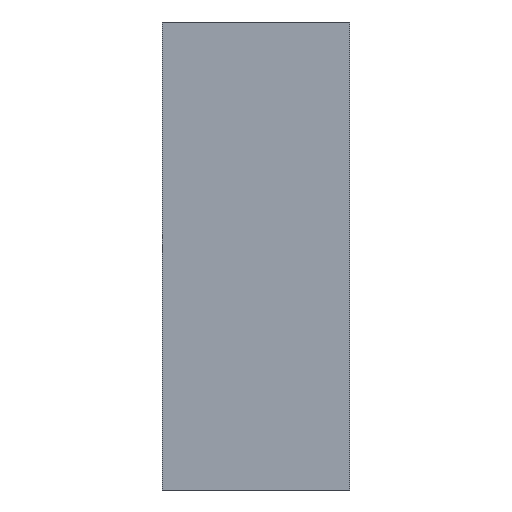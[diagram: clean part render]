
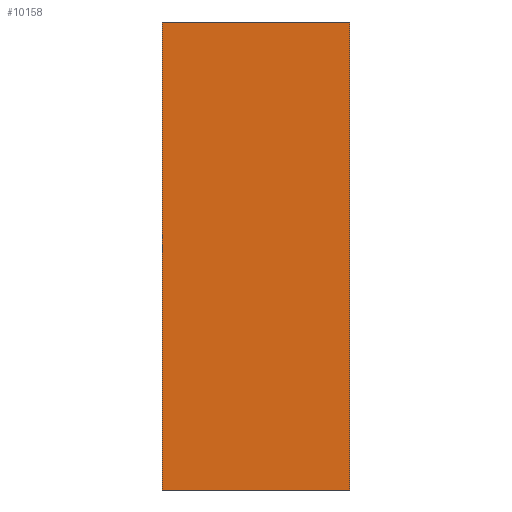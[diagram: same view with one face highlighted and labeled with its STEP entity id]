
A CAD part, left-side view. The second image highlights one B-rep face of the part: STEP entity #10158.
In plain terms, the highlighted planar face has unit normal (-1, 0, 0).
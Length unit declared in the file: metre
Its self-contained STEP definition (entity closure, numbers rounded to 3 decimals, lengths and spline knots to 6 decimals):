
#251=ORIENTED_EDGE('',*,*,#3289,.T.);
#252=ORIENTED_EDGE('',*,*,#3274,.F.);
#253=ORIENTED_EDGE('',*,*,#3290,.F.);
#254=ORIENTED_EDGE('',*,*,#3266,.T.);
#3266=EDGE_CURVE('',#4787,#4786,#5797,.T.);
#3274=EDGE_CURVE('',#4794,#4792,#5803,.T.);
#3289=EDGE_CURVE('',#4786,#4792,#5813,.T.);
#3290=EDGE_CURVE('',#4787,#4794,#5814,.T.);
#4786=VERTEX_POINT('',#13967);
#4787=VERTEX_POINT('',#13969);
#4792=VERTEX_POINT('',#13980);
#4794=VERTEX_POINT('',#13984);
#5797=LINE('',#13968,#7137);
#5803=LINE('',#13985,#7143);
#5813=LINE('',#14015,#7153);
#5814=LINE('',#14016,#7154);
#7137=VECTOR('',#11318,1.);
#7143=VECTOR('',#11330,1.);
#7153=VECTOR('',#11356,1.);
#7154=VECTOR('',#11357,1.);
#8480=EDGE_LOOP('',(#251,#252,#253,#254));
#9090=FACE_BOUND('',#8480,.T.);
#9694=PLANE('',#10660);
#10158=ADVANCED_FACE('',(#9090),#9694,.F.);
#10660=AXIS2_PLACEMENT_3D('',#14014,#11354,#11355);
#11318=DIRECTION('',(0.,1.,0.));
#11330=DIRECTION('',(0.,1.,0.));
#11354=DIRECTION('',(1.,0.,0.));
#11355=DIRECTION('',(0.,0.,-1.));
#11356=DIRECTION('',(0.,0.,-1.));
#11357=DIRECTION('',(0.,0.,-1.));
#13967=CARTESIAN_POINT('',(-0.0885,0.,0.025));
#13968=CARTESIAN_POINT('',(-0.0885,-0.02,0.025));
#13969=CARTESIAN_POINT('',(-0.0885,-0.02,0.025));
#13980=CARTESIAN_POINT('',(-0.0885,0.,-0.025));
#13984=CARTESIAN_POINT('',(-0.0885,-0.02,-0.025));
#13985=CARTESIAN_POINT('',(-0.0885,-0.02,-0.025));
#14014=CARTESIAN_POINT('',(-0.0885,-0.02,0.));
#14015=CARTESIAN_POINT('',(-0.0885,0.,0.));
#14016=CARTESIAN_POINT('',(-0.0885,-0.02,0.));
